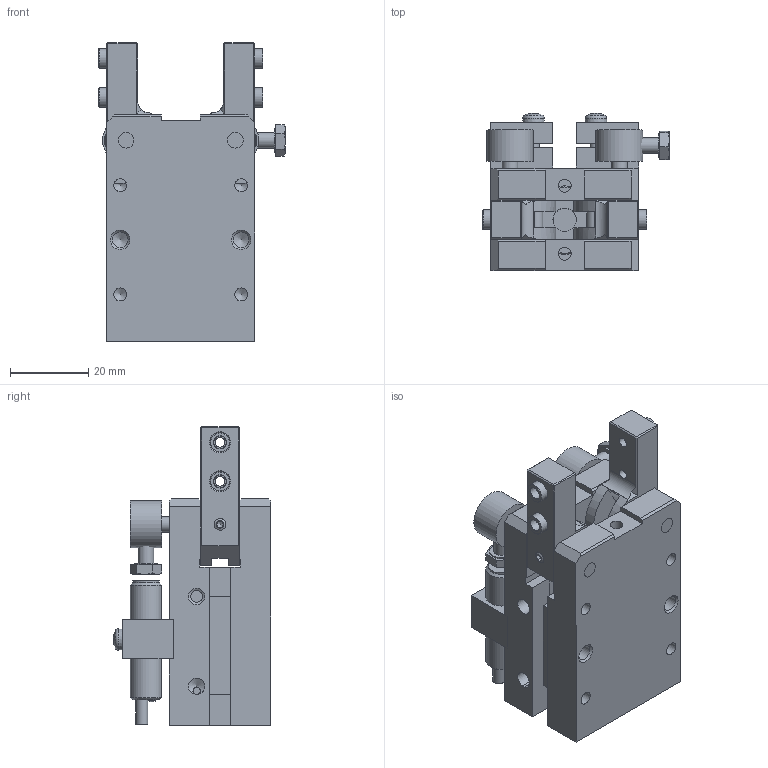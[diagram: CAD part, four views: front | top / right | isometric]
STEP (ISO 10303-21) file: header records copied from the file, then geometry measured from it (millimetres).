
FILE_DESCRIPTION(/* description */ (''),/* implementation_level */ '2;1');
FILE_NAME(/* name */ 'GPR 16-A8.stp',/* time_stamp */ '2021-04-19T10:33:31+02:00',/* author */ ('Emilio'),/* organization */ (''),/* preprocessor_version */ 'ST-DEVELOPER v17.2',/* originating_system */ 'Autodesk Inventor 2019',/* authorisation */ '');
FILE_SCHEMA (('AUTOMOTIVE_DESIGN { 1 0 10303 214 3 1 1 }'));
Length unit declared in the file: millimetre
Products named in the file (12): GPR 16-A8; BOCCOLA 5H7L4.4; BALLUFF BMF 08M-PS-C-2-KPU-051; DIN 913 - M3 x 4 Acciaio; ISO 4017 - M4 x 8DIN EN; DIN EN ISO 7045 - M3 x 16 - 4.8 - Z; PGC-16-SPINA; GPR 16 GRIFFA cliente; PGC-16-SPINA LUNGA; PGC-CAMMA-30340.11; PGC-16-STAFFETTA; Corpo_1
Assembly tree (23 placements, depth 2):
  GPR 16-A8
    BOCCOLA 5H7L4.4  x4
    BALLUFF BMF 08M-PS-C-2-KPU-051  x2
    DIN 913 - M3 x 4 Acciaio  x2
    ISO 4017 - M4 x 8DIN EN  x2
    DIN EN ISO 7045 - M3 x 16 - 4.8 - Z  x2
    PGC-16-SPINA  x2
    GPR 16 GRIFFA cliente  x2
    PGC-16-SPINA LUNGA  x2
    PGC-CAMMA-30340.11  x2
    PGC-16-STAFFETTA  x2
    Corpo_1
Bounding box: 47.8 x 40.37 x 76.5 mm (x, y, z)
Volume: 59648.2 mm3; surface area: 26979 mm2
Topology: 23 solids, 23 shells, 501 faces, 1331 edges, 889 vertices
Faces by surface type: plane 274, cone 113, cylinder 98, torus 12, sphere 4
Full cylindrical faces by diameter (mm): 1.8 x2, 1.9 x1, 2.459 x6, 2.5 x2, 2.729 x2, 3 x5, 3.1 x2, 3.2 x8, 3.242 x2, 3.3 x10, 4 x18, 4.2 x1, 5 x8, 6 x1, 6.03 x2, 6.773 x2, 8 x2, 12 x2, 17 x1
Entity records: 10787 total; most frequent: CARTESIAN_POINT 2227, DIRECTION 1750, ORIENTED_EDGE 1660, EDGE_CURVE 830, AXIS2_PLACEMENT_3D 644, VERTEX_POINT 573, LINE 462, VECTOR 462
